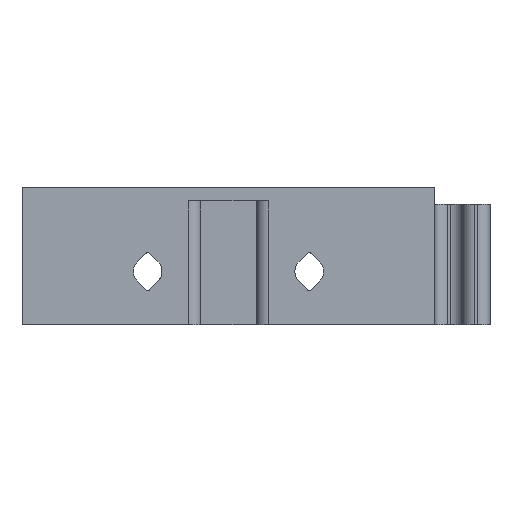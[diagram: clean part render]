
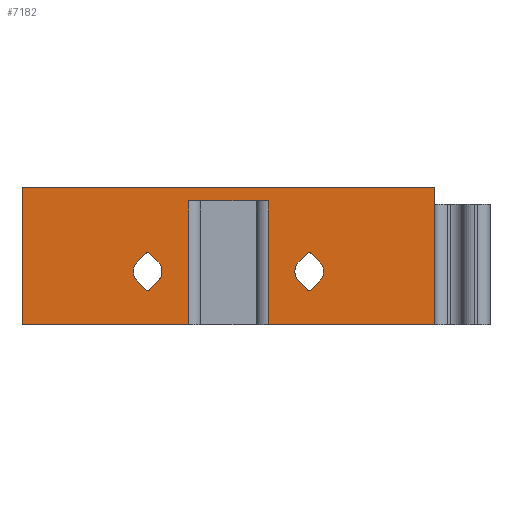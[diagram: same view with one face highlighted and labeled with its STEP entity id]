
A CAD part, left-side view. The second image highlights one B-rep face of the part: STEP entity #7182.
In plain terms, the highlighted planar face has unit normal (-1, 0, 0).
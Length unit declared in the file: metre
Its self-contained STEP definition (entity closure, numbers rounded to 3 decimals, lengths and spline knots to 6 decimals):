
#155=CIRCLE('',#7680,0.002075);
#158=CIRCLE('',#7699,0.002075);
#168=CIRCLE('',#7711,0.0004);
#169=CIRCLE('',#7712,0.002075);
#170=CIRCLE('',#7713,0.0004);
#171=CIRCLE('',#7714,0.0004);
#172=CIRCLE('',#7715,0.0004);
#173=CIRCLE('',#7716,0.002075);
#356=PLANE('',#7710);
#611=LINE('',#10397,#1354);
#749=LINE('',#10829,#1492);
#769=LINE('',#10902,#1512);
#943=LINE('',#11609,#1686);
#944=LINE('',#11610,#1687);
#945=LINE('',#11612,#1688);
#946=LINE('',#11614,#1689);
#947=LINE('',#11615,#1690);
#948=LINE('',#11616,#1691);
#949=LINE('',#11620,#1692);
#950=LINE('',#11624,#1693);
#951=LINE('',#11628,#1694);
#952=LINE('',#11629,#1695);
#953=LINE('',#11634,#1696);
#954=LINE('',#11635,#1697);
#955=LINE('',#11639,#1698);
#1354=VECTOR('',#8115,1.);
#1492=VECTOR('',#8375,1.);
#1512=VECTOR('',#8427,1.);
#1686=VECTOR('',#8889,1.);
#1687=VECTOR('',#8890,1.);
#1688=VECTOR('',#8891,1.);
#1689=VECTOR('',#8892,1.);
#1690=VECTOR('',#8893,1.);
#1691=VECTOR('',#8894,1.);
#1692=VECTOR('',#8897,1.);
#1693=VECTOR('',#8900,1.);
#1694=VECTOR('',#8903,1.);
#1695=VECTOR('',#8904,1.);
#1696=VECTOR('',#8907,1.);
#1697=VECTOR('',#8908,1.);
#1698=VECTOR('',#8911,1.);
#2930=ORIENTED_EDGE('',*,*,#4887,.T.);
#2931=ORIENTED_EDGE('',*,*,#4541,.F.);
#2932=ORIENTED_EDGE('',*,*,#4888,.F.);
#2933=ORIENTED_EDGE('',*,*,#4889,.F.);
#2934=ORIENTED_EDGE('',*,*,#4890,.T.);
#2935=ORIENTED_EDGE('',*,*,#4577,.F.);
#2936=ORIENTED_EDGE('',*,*,#4891,.T.);
#2937=ORIENTED_EDGE('',*,*,#4355,.T.);
#2938=ORIENTED_EDGE('',*,*,#4892,.F.);
#2939=ORIENTED_EDGE('',*,*,#4893,.F.);
#2940=ORIENTED_EDGE('',*,*,#4894,.T.);
#2941=ORIENTED_EDGE('',*,*,#4895,.F.);
#2942=ORIENTED_EDGE('',*,*,#4896,.T.);
#2943=ORIENTED_EDGE('',*,*,#4897,.F.);
#2944=ORIENTED_EDGE('',*,*,#4898,.F.);
#2945=ORIENTED_EDGE('',*,*,#4856,.F.);
#2946=ORIENTED_EDGE('',*,*,#4899,.F.);
#2947=ORIENTED_EDGE('',*,*,#4900,.F.);
#2948=ORIENTED_EDGE('',*,*,#4901,.T.);
#2949=ORIENTED_EDGE('',*,*,#4820,.F.);
#2950=ORIENTED_EDGE('',*,*,#4902,.T.);
#2951=ORIENTED_EDGE('',*,*,#4903,.F.);
#2952=ORIENTED_EDGE('',*,*,#4904,.F.);
#2953=ORIENTED_EDGE('',*,*,#4905,.F.);
#4355=EDGE_CURVE('',#5398,#5401,#611,.F.);
#4541=EDGE_CURVE('',#5563,#5564,#749,.F.);
#4577=EDGE_CURVE('',#5599,#5600,#769,.F.);
#4820=EDGE_CURVE('',#5786,#5787,#155,.T.);
#4856=EDGE_CURVE('',#5822,#5823,#158,.T.);
#4887=EDGE_CURVE('',#5401,#5564,#943,.T.);
#4888=EDGE_CURVE('',#5849,#5563,#944,.T.);
#4889=EDGE_CURVE('',#5850,#5849,#945,.F.);
#4890=EDGE_CURVE('',#5850,#5600,#946,.F.);
#4891=EDGE_CURVE('',#5599,#5398,#947,.T.);
#4892=EDGE_CURVE('',#5851,#5822,#948,.T.);
#4893=EDGE_CURVE('',#5852,#5851,#168,.T.);
#4894=EDGE_CURVE('',#5852,#5853,#949,.T.);
#4895=EDGE_CURVE('',#5854,#5853,#169,.T.);
#4896=EDGE_CURVE('',#5854,#5855,#950,.T.);
#4897=EDGE_CURVE('',#5856,#5855,#170,.T.);
#4898=EDGE_CURVE('',#5823,#5856,#951,.T.);
#4899=EDGE_CURVE('',#5857,#5858,#952,.T.);
#4900=EDGE_CURVE('',#5859,#5857,#171,.T.);
#4901=EDGE_CURVE('',#5859,#5787,#953,.T.);
#4902=EDGE_CURVE('',#5786,#5860,#954,.T.);
#4903=EDGE_CURVE('',#5861,#5860,#172,.T.);
#4904=EDGE_CURVE('',#5862,#5861,#955,.T.);
#4905=EDGE_CURVE('',#5858,#5862,#173,.T.);
#5398=VERTEX_POINT('',#10391);
#5401=VERTEX_POINT('',#10396);
#5563=VERTEX_POINT('',#10830);
#5564=VERTEX_POINT('',#10831);
#5599=VERTEX_POINT('',#10901);
#5600=VERTEX_POINT('',#10903);
#5786=VERTEX_POINT('',#11448);
#5787=VERTEX_POINT('',#11450);
#5822=VERTEX_POINT('',#11549);
#5823=VERTEX_POINT('',#11551);
#5849=VERTEX_POINT('',#11611);
#5850=VERTEX_POINT('',#11613);
#5851=VERTEX_POINT('',#11617);
#5852=VERTEX_POINT('',#11619);
#5853=VERTEX_POINT('',#11621);
#5854=VERTEX_POINT('',#11623);
#5855=VERTEX_POINT('',#11625);
#5856=VERTEX_POINT('',#11627);
#5857=VERTEX_POINT('',#11630);
#5858=VERTEX_POINT('',#11631);
#5859=VERTEX_POINT('',#11633);
#5860=VERTEX_POINT('',#11636);
#5861=VERTEX_POINT('',#11638);
#5862=VERTEX_POINT('',#11640);
#6325=EDGE_LOOP('',(#2930,#2931,#2932,#2933,#2934,#2935,#2936,#2937));
#6326=EDGE_LOOP('',(#2938,#2939,#2940,#2941,#2942,#2943,#2944,#2945));
#6327=EDGE_LOOP('',(#2946,#2947,#2948,#2949,#2950,#2951,#2952,#2953));
#6734=FACE_BOUND('',#6325,.T.);
#6735=FACE_BOUND('',#6326,.T.);
#6736=FACE_BOUND('',#6327,.T.);
#7182=ADVANCED_FACE('',(#6734,#6735,#6736),#356,.T.);
#7680=AXIS2_PLACEMENT_3D('',#11449,#8795,#8796);
#7699=AXIS2_PLACEMENT_3D('',#11550,#8844,#8845);
#7710=AXIS2_PLACEMENT_3D('',#11608,#8887,#8888);
#7711=AXIS2_PLACEMENT_3D('',#11618,#8895,#8896);
#7712=AXIS2_PLACEMENT_3D('',#11622,#8898,#8899);
#7713=AXIS2_PLACEMENT_3D('',#11626,#8901,#8902);
#7714=AXIS2_PLACEMENT_3D('',#11632,#8905,#8906);
#7715=AXIS2_PLACEMENT_3D('',#11637,#8909,#8910);
#7716=AXIS2_PLACEMENT_3D('',#11641,#8912,#8913);
#8115=DIRECTION('',(0.,-1.,0.));
#8375=DIRECTION('',(0.,-1.,0.));
#8427=DIRECTION('',(0.,-1.,0.));
#8795=DIRECTION('',(-1.,0.,0.));
#8796=DIRECTION('',(0.,-1.,0.));
#8844=DIRECTION('',(-1.,0.,0.));
#8845=DIRECTION('',(0.,-1.,0.));
#8887=DIRECTION('',(-1.,0.,0.));
#8888=DIRECTION('',(0.,-1.,0.));
#8889=DIRECTION('',(0.,0.,-1.));
#8890=DIRECTION('',(0.,0.,-1.));
#8891=DIRECTION('',(0.,-1.,0.));
#8892=DIRECTION('',(0.,0.,1.));
#8893=DIRECTION('',(0.,0.,1.));
#8894=DIRECTION('',(0.,-0.707,0.707));
#8895=DIRECTION('',(-1.,0.,0.));
#8896=DIRECTION('',(0.,-1.,0.));
#8897=DIRECTION('',(0.,0.707,0.707));
#8898=DIRECTION('',(-1.,0.,0.));
#8899=DIRECTION('',(0.,-1.,0.));
#8900=DIRECTION('',(0.,-0.707,0.707));
#8901=DIRECTION('',(-1.,0.,0.));
#8902=DIRECTION('',(0.,-1.,0.));
#8903=DIRECTION('',(0.,0.707,0.707));
#8904=DIRECTION('',(0.,-0.707,0.707));
#8905=DIRECTION('',(-1.,0.,0.));
#8906=DIRECTION('',(0.,-1.,0.));
#8907=DIRECTION('',(0.,0.707,0.707));
#8908=DIRECTION('',(0.,-0.707,0.707));
#8909=DIRECTION('',(-1.,0.,0.));
#8910=DIRECTION('',(0.,-1.,0.));
#8911=DIRECTION('',(0.,0.707,0.707));
#8912=DIRECTION('',(-1.,0.,0.));
#8913=DIRECTION('',(0.,-1.,0.));
#10391=CARTESIAN_POINT('',(0.810025,1.59,0.38));
#10396=CARTESIAN_POINT('',(0.810025,1.65,0.38));
#10397=CARTESIAN_POINT('',(0.810025,1.662111,0.38));
#10829=CARTESIAN_POINT('',(0.810025,1.662111,0.36));
#10830=CARTESIAN_POINT('',(0.810025,1.625778,0.36));
#10831=CARTESIAN_POINT('',(0.810025,1.65,0.36));
#10901=CARTESIAN_POINT('',(0.810025,1.59,0.36));
#10902=CARTESIAN_POINT('',(0.810025,1.662111,0.36));
#10903=CARTESIAN_POINT('',(0.810025,1.614222,0.36));
#11448=CARTESIAN_POINT('',(0.810025,1.609734,0.369201));
#11449=CARTESIAN_POINT('',(0.810025,1.608267,0.367733));
#11450=CARTESIAN_POINT('',(0.810025,1.609734,0.366266));
#11549=CARTESIAN_POINT('',(0.810025,1.630266,0.366266));
#11550=CARTESIAN_POINT('',(0.810025,1.631733,0.367733));
#11551=CARTESIAN_POINT('',(0.810025,1.630266,0.369201));
#11608=CARTESIAN_POINT('',(0.810025,1.662111,0.38));
#11609=CARTESIAN_POINT('',(0.810025,1.65,0.38));
#11610=CARTESIAN_POINT('',(0.810025,1.625778,0.38));
#11611=CARTESIAN_POINT('',(0.810025,1.625778,0.378));
#11612=CARTESIAN_POINT('',(0.810025,1.662111,0.378));
#11613=CARTESIAN_POINT('',(0.810025,1.614222,0.378));
#11614=CARTESIAN_POINT('',(0.810025,1.614222,0.38));
#11615=CARTESIAN_POINT('',(0.810025,1.59,0.38));
#11616=CARTESIAN_POINT('',(0.810025,1.639322,0.357211));
#11617=CARTESIAN_POINT('',(0.810025,1.631451,0.365082));
#11618=CARTESIAN_POINT('',(0.810025,1.631733,0.365365));
#11619=CARTESIAN_POINT('',(0.810025,1.632016,0.365082));
#11620=CARTESIAN_POINT('',(0.810025,1.654523,0.387588));
#11621=CARTESIAN_POINT('',(0.810025,1.633201,0.366266));
#11622=CARTESIAN_POINT('',(0.810025,1.631733,0.367733));
#11623=CARTESIAN_POINT('',(0.810025,1.633201,0.369201));
#11624=CARTESIAN_POINT('',(0.810025,1.642256,0.360145));
#11625=CARTESIAN_POINT('',(0.810025,1.632016,0.370385));
#11626=CARTESIAN_POINT('',(0.810025,1.631733,0.370102));
#11627=CARTESIAN_POINT('',(0.810025,1.631451,0.370385));
#11628=CARTESIAN_POINT('',(0.810025,1.651588,0.390523));
#11629=CARTESIAN_POINT('',(0.810025,1.627588,0.345477));
#11630=CARTESIAN_POINT('',(0.810025,1.607984,0.365082));
#11631=CARTESIAN_POINT('',(0.810025,1.606799,0.366266));
#11632=CARTESIAN_POINT('',(0.810025,1.608267,0.365365));
#11633=CARTESIAN_POINT('',(0.810025,1.608549,0.365082));
#11634=CARTESIAN_POINT('',(0.810025,1.642789,0.399322));
#11635=CARTESIAN_POINT('',(0.810025,1.630523,0.348412));
#11636=CARTESIAN_POINT('',(0.810025,1.608549,0.370385));
#11637=CARTESIAN_POINT('',(0.810025,1.608267,0.370102));
#11638=CARTESIAN_POINT('',(0.810025,1.607984,0.370385));
#11639=CARTESIAN_POINT('',(0.810025,1.639855,0.402256));
#11640=CARTESIAN_POINT('',(0.810025,1.606799,0.369201));
#11641=CARTESIAN_POINT('',(0.810025,1.608267,0.367733));
